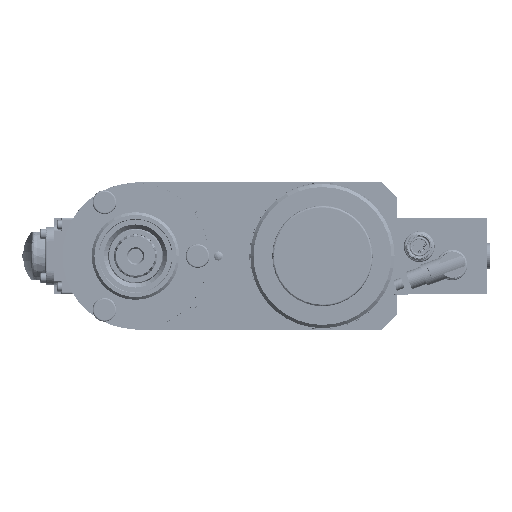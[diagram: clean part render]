
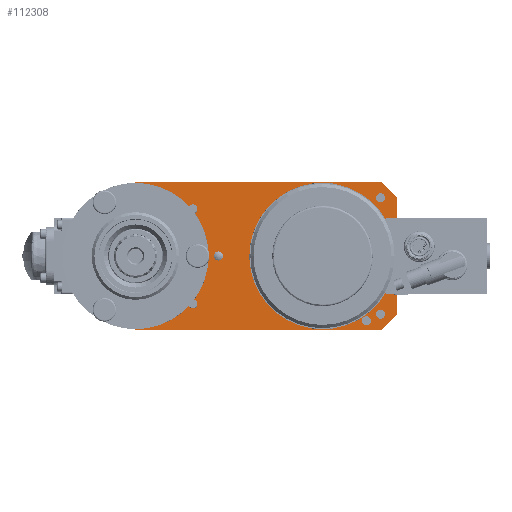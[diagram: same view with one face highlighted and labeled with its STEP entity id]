
A CAD part, left-side view. The second image highlights one B-rep face of the part: STEP entity #112308.
In plain terms, the highlighted planar face has unit normal (-1, 0, 0).
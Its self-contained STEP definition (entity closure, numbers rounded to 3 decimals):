
#4345=FACE_BOUND('',#17483,.T.);
#4346=FACE_BOUND('',#17484,.T.);
#4347=FACE_BOUND('',#17485,.T.);
#4348=FACE_BOUND('',#17486,.T.);
#4349=FACE_BOUND('',#17487,.T.);
#6339=PLANE('',#119287);
#11396=FACE_OUTER_BOUND('',#17482,.T.);
#17482=EDGE_LOOP('',(#88623,#88624,#88625,#88626,#88627,#88628,#88629,#88630,
#88631,#88632,#88633,#88634,#88635,#88636));
#17483=EDGE_LOOP('',(#88637,#88638));
#17484=EDGE_LOOP('',(#88639,#88640));
#17485=EDGE_LOOP('',(#88641,#88642));
#17486=EDGE_LOOP('',(#88643));
#17487=EDGE_LOOP('',(#88644));
#21354=CIRCLE('',#115957,3.95);
#22400=CIRCLE('',#119288,4.);
#22401=CIRCLE('',#119289,4.);
#22402=CIRCLE('',#119290,0.026);
#22403=CIRCLE('',#119291,0.026);
#22404=CIRCLE('',#119292,4.);
#22405=CIRCLE('',#119293,0.25);
#22406=CIRCLE('',#119294,0.25);
#22407=CIRCLE('',#119295,4.);
#22408=CIRCLE('',#119296,0.25);
#22409=CIRCLE('',#119297,0.25);
#22410=CIRCLE('',#119298,0.25);
#22411=CIRCLE('',#119299,0.25);
#22412=CIRCLE('',#119300,0.25);
#22413=CIRCLE('',#119301,0.25);
#22414=CIRCLE('',#119302,0.25);
#22415=CIRCLE('',#119303,0.25);
#33463=LINE('',#212782,#41993);
#33464=LINE('',#212784,#41994);
#33465=LINE('',#212786,#41995);
#33466=LINE('',#212788,#41996);
#33467=LINE('',#212790,#41997);
#41993=VECTOR('',#139030,13.55);
#41994=VECTOR('',#139031,1.131);
#41995=VECTOR('',#139032,6.45);
#41996=VECTOR('',#139033,1.131);
#41997=VECTOR('',#139034,13.55);
#46920=VERTEX_POINT('',#167905);
#50828=VERTEX_POINT('',#212774);
#50829=VERTEX_POINT('',#212775);
#50830=VERTEX_POINT('',#212777);
#50831=VERTEX_POINT('',#212779);
#50832=VERTEX_POINT('',#212781);
#50833=VERTEX_POINT('',#212783);
#50834=VERTEX_POINT('',#212785);
#50835=VERTEX_POINT('',#212787);
#50836=VERTEX_POINT('',#212789);
#50837=VERTEX_POINT('',#212791);
#50838=VERTEX_POINT('',#212793);
#50839=VERTEX_POINT('',#212795);
#50840=VERTEX_POINT('',#212797);
#50841=VERTEX_POINT('',#212799);
#50842=VERTEX_POINT('',#212802);
#50843=VERTEX_POINT('',#212803);
#50844=VERTEX_POINT('',#212806);
#50845=VERTEX_POINT('',#212807);
#50846=VERTEX_POINT('',#212810);
#50847=VERTEX_POINT('',#212811);
#50848=VERTEX_POINT('',#212814);
#58222=EDGE_CURVE('',#46920,#46920,#21354,.T.);
#64446=EDGE_CURVE('',#50828,#50829,#22400,.T.);
#64447=EDGE_CURVE('',#50829,#50830,#22401,.T.);
#64448=EDGE_CURVE('',#50831,#50830,#22402,.T.);
#64449=EDGE_CURVE('',#50832,#50831,#33463,.T.);
#64450=EDGE_CURVE('',#50833,#50832,#33464,.T.);
#64451=EDGE_CURVE('',#50834,#50833,#33465,.T.);
#64452=EDGE_CURVE('',#50835,#50834,#33466,.T.);
#64453=EDGE_CURVE('',#50836,#50835,#33467,.T.);
#64454=EDGE_CURVE('',#50837,#50836,#22403,.T.);
#64455=EDGE_CURVE('',#50837,#50838,#22404,.T.);
#64456=EDGE_CURVE('',#50839,#50838,#22405,.T.);
#64457=EDGE_CURVE('',#50840,#50839,#22406,.T.);
#64458=EDGE_CURVE('',#50840,#50841,#22407,.T.);
#64459=EDGE_CURVE('',#50828,#50841,#22408,.T.);
#64460=EDGE_CURVE('',#50842,#50843,#22409,.T.);
#64461=EDGE_CURVE('',#50843,#50842,#22410,.T.);
#64462=EDGE_CURVE('',#50844,#50845,#22411,.T.);
#64463=EDGE_CURVE('',#50845,#50844,#22412,.T.);
#64464=EDGE_CURVE('',#50846,#50847,#22413,.T.);
#64465=EDGE_CURVE('',#50847,#50846,#22414,.T.);
#64466=EDGE_CURVE('',#50848,#50848,#22415,.T.);
#88623=ORIENTED_EDGE('',*,*,#64446,.T.);
#88624=ORIENTED_EDGE('',*,*,#64447,.T.);
#88625=ORIENTED_EDGE('',*,*,#64448,.F.);
#88626=ORIENTED_EDGE('',*,*,#64449,.F.);
#88627=ORIENTED_EDGE('',*,*,#64450,.F.);
#88628=ORIENTED_EDGE('',*,*,#64451,.F.);
#88629=ORIENTED_EDGE('',*,*,#64452,.F.);
#88630=ORIENTED_EDGE('',*,*,#64453,.F.);
#88631=ORIENTED_EDGE('',*,*,#64454,.F.);
#88632=ORIENTED_EDGE('',*,*,#64455,.T.);
#88633=ORIENTED_EDGE('',*,*,#64456,.F.);
#88634=ORIENTED_EDGE('',*,*,#64457,.F.);
#88635=ORIENTED_EDGE('',*,*,#64458,.T.);
#88636=ORIENTED_EDGE('',*,*,#64459,.F.);
#88637=ORIENTED_EDGE('',*,*,#64460,.T.);
#88638=ORIENTED_EDGE('',*,*,#64461,.T.);
#88639=ORIENTED_EDGE('',*,*,#64462,.T.);
#88640=ORIENTED_EDGE('',*,*,#64463,.T.);
#88641=ORIENTED_EDGE('',*,*,#64464,.T.);
#88642=ORIENTED_EDGE('',*,*,#64465,.T.);
#88643=ORIENTED_EDGE('',*,*,#64466,.T.);
#88644=ORIENTED_EDGE('',*,*,#58222,.F.);
#112308=ADVANCED_FACE('',(#11396,#4345,#4346,#4347,#4348,#4349),#6339,.F.);
#115957=AXIS2_PLACEMENT_3D('',#167907,#128632,#128633);
#119287=AXIS2_PLACEMENT_3D('',#212773,#139022,#139023);
#119288=AXIS2_PLACEMENT_3D('',#212776,#139024,#139025);
#119289=AXIS2_PLACEMENT_3D('',#212778,#139026,#139027);
#119290=AXIS2_PLACEMENT_3D('',#212780,#139028,#139029);
#119291=AXIS2_PLACEMENT_3D('',#212792,#139035,#139036);
#119292=AXIS2_PLACEMENT_3D('',#212794,#139037,#139038);
#119293=AXIS2_PLACEMENT_3D('',#212796,#139039,#139040);
#119294=AXIS2_PLACEMENT_3D('',#212798,#139041,#139042);
#119295=AXIS2_PLACEMENT_3D('',#212800,#139043,#139044);
#119296=AXIS2_PLACEMENT_3D('',#212801,#139045,#139046);
#119297=AXIS2_PLACEMENT_3D('',#212804,#139047,#139048);
#119298=AXIS2_PLACEMENT_3D('',#212805,#139049,#139050);
#119299=AXIS2_PLACEMENT_3D('',#212808,#139051,#139052);
#119300=AXIS2_PLACEMENT_3D('',#212809,#139053,#139054);
#119301=AXIS2_PLACEMENT_3D('',#212812,#139055,#139056);
#119302=AXIS2_PLACEMENT_3D('',#212813,#139057,#139058);
#119303=AXIS2_PLACEMENT_3D('',#212815,#139059,#139060);
#128632=DIRECTION('center_axis',(-1.,0.,0.));
#128633=DIRECTION('ref_axis',(0.,0.,1.));
#139022=DIRECTION('center_axis',(1.,0.,0.));
#139023=DIRECTION('ref_axis',(0.,0.,
-1.));
#139024=DIRECTION('center_axis',(1.,0.,0.));
#139025=DIRECTION('ref_axis',(0.,0.,
-1.));
#139026=DIRECTION('center_axis',(1.,0.,0.));
#139027=DIRECTION('ref_axis',(0.,0.,
-1.));
#139028=DIRECTION('center_axis',(-1.,0.,0.));
#139029=DIRECTION('ref_axis',(0.,-1.,0.));
#139030=DIRECTION('',(0.,1.,0.));
#139031=DIRECTION('',(0.,0.707,-0.707));
#139032=DIRECTION('',(0.,0.,-1.));
#139033=DIRECTION('',(0.,-0.707,-0.707));
#139034=DIRECTION('',(0.,-1.,0.));
#139035=DIRECTION('center_axis',(-1.,0.,0.));
#139036=DIRECTION('ref_axis',(0.,-0.019,
-1.));
#139037=DIRECTION('center_axis',(1.,0.,0.));
#139038=DIRECTION('ref_axis',(0.,0.,
-1.));
#139039=DIRECTION('center_axis',(-1.,0.,0.));
#139040=DIRECTION('ref_axis',(0.,0.,
-1.));
#139041=DIRECTION('center_axis',(-1.,0.,0.));
#139042=DIRECTION('ref_axis',(0.,0.,
-1.));
#139043=DIRECTION('center_axis',(1.,0.,0.));
#139044=DIRECTION('ref_axis',(0.,0.,
-1.));
#139045=DIRECTION('center_axis',(-1.,0.,0.));
#139046=DIRECTION('ref_axis',(0.,0.,
-1.));
#139047=DIRECTION('center_axis',(1.,0.,0.));
#139048=DIRECTION('ref_axis',(0.,0.,
1.));
#139049=DIRECTION('center_axis',(1.,0.,0.));
#139050=DIRECTION('ref_axis',(0.,0.,
1.));
#139051=DIRECTION('center_axis',(1.,0.,0.));
#139052=DIRECTION('ref_axis',(0.,-1.,0.));
#139053=DIRECTION('center_axis',(1.,0.,0.));
#139054=DIRECTION('ref_axis',(0.,-1.,0.));
#139055=DIRECTION('center_axis',(1.,0.,0.));
#139056=DIRECTION('ref_axis',(0.,0.,
-1.));
#139057=DIRECTION('center_axis',(1.,0.,0.));
#139058=DIRECTION('ref_axis',(0.,0.,
-1.));
#139059=DIRECTION('center_axis',(1.,0.,0.));
#139060=DIRECTION('ref_axis',(0.,0.,
-1.));
#167905=CARTESIAN_POINT('',(33.39,-10.173,3.95));
#167907=CARTESIAN_POINT('Origin',(33.39,-10.235,0.));
#212773=CARTESIAN_POINT('Origin',(33.39,-5.15,0.));
#212774=CARTESIAN_POINT('',(33.39,-2.913,-2.741));
#212775=CARTESIAN_POINT('',(33.39,0.,-4.));
#212776=CARTESIAN_POINT('Origin',(33.39,0.,0.));
#212777=CARTESIAN_POINT('',(33.39,0.075,-3.999));
#212778=CARTESIAN_POINT('Origin',(33.39,0.,0.));
#212779=CARTESIAN_POINT('',(33.39,0.05,-4.025));
#212780=CARTESIAN_POINT('Origin',(33.39,0.076,-4.025));
#212781=CARTESIAN_POINT('',(33.39,-13.5,-4.025));
#212782=CARTESIAN_POINT('',(33.39,-13.5,-4.025));
#212783=CARTESIAN_POINT('',(33.39,-14.3,-3.225));
#212784=CARTESIAN_POINT('',(33.39,-14.3,-3.225));
#212785=CARTESIAN_POINT('',(33.39,-14.3,3.225));
#212786=CARTESIAN_POINT('',(33.39,-14.3,3.225));
#212787=CARTESIAN_POINT('',(33.39,-13.5,4.025));
#212788=CARTESIAN_POINT('',(33.39,-13.5,4.025));
#212789=CARTESIAN_POINT('',(33.39,0.05,4.025));
#212790=CARTESIAN_POINT('',(33.39,0.05,4.025));
#212791=CARTESIAN_POINT('',(33.39,0.075,3.999));
#212792=CARTESIAN_POINT('Origin',(33.39,0.076,4.025));
#212793=CARTESIAN_POINT('',(33.39,-2.932,2.721));
#212794=CARTESIAN_POINT('Origin',(33.39,0.,0.));
#212795=CARTESIAN_POINT('',(33.39,-3.135,2.825));
#212796=CARTESIAN_POINT('Origin',(33.39,-3.135,2.575));
#212797=CARTESIAN_POINT('',(33.39,-3.239,2.348));
#212798=CARTESIAN_POINT('Origin',(33.39,-3.135,2.575));
#212799=CARTESIAN_POINT('',(33.39,-3.21,-2.387));
#212800=CARTESIAN_POINT('Origin',(33.39,0.,0.));
#212801=CARTESIAN_POINT('Origin',(33.39,-3.135,-2.625));
#212802=CARTESIAN_POINT('',(33.39,-13.417,3.432));
#212803=CARTESIAN_POINT('',(33.39,-13.417,2.932));
#212804=CARTESIAN_POINT('Origin',(33.39,-13.417,3.182));
#212805=CARTESIAN_POINT('Origin',(33.39,-13.417,3.182));
#212806=CARTESIAN_POINT('',(33.39,-13.667,-3.182));
#212807=CARTESIAN_POINT('',(33.39,-13.167,-3.182));
#212808=CARTESIAN_POINT('Origin',(33.39,-13.417,-3.182));
#212809=CARTESIAN_POINT('Origin',(33.39,-13.417,-3.182));
#212810=CARTESIAN_POINT('',(33.39,-4.535,-0.25));
#212811=CARTESIAN_POINT('',(33.39,-4.535,0.25));
#212812=CARTESIAN_POINT('Origin',(33.39,-4.535,0.));
#212813=CARTESIAN_POINT('Origin',(33.39,-4.535,0.));
#212814=CARTESIAN_POINT('',(33.39,-12.635,-3.3));
#212815=CARTESIAN_POINT('Origin',(33.39,-12.635,-3.55));
